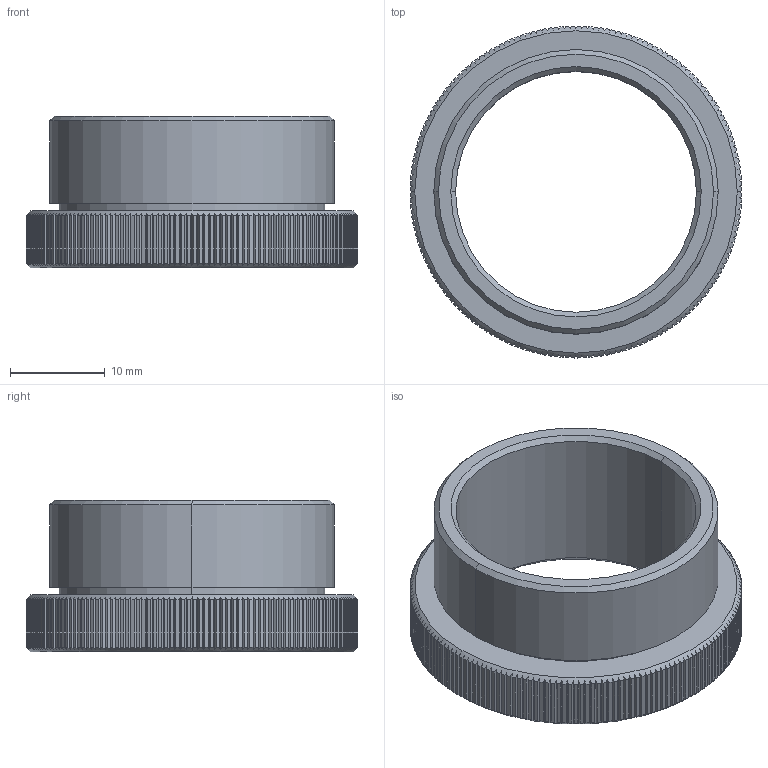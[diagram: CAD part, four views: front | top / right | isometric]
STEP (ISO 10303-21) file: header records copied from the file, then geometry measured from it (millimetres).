
FILE_DESCRIPTION (( 'STEP AP203' ), '1' );
FILE_NAME ('GCT-031004 俋倛芞.STEP', '2017-07-26T03:35:30', ( 'Lxtx999.CoM' ), ( 'Lxtx999.CoM' ), 'SwSTEP 2.0', 'SolidWorks 2012', '' );
FILE_SCHEMA (( 'CONFIG_CONTROL_DESIGN' ));
Length unit declared in the file: millimetre
Products named in the file (1): GCT-031004 俋倛芞
Bounding box: 35 x 35 x 16 mm (x, y, z)
Volume: 4569.6 mm3; surface area: 4131.1 mm2
Topology: 1 solids, 1 shells, 560 faces, 1658 edges, 1102 vertices
Faces by surface type: plane 364, cylinder 186, cone 10
Entity records: 19485 total; most frequent: CARTESIAN_POINT 5481, ORIENTED_EDGE 3316, DIRECTION 2442, EDGE_CURVE 1658, VERTEX_POINT 1102, AXIS2_PLACEMENT_3D 943, B_SPLINE_CURVE_WITH_KNOTS 720, EDGE_LOOP 564
